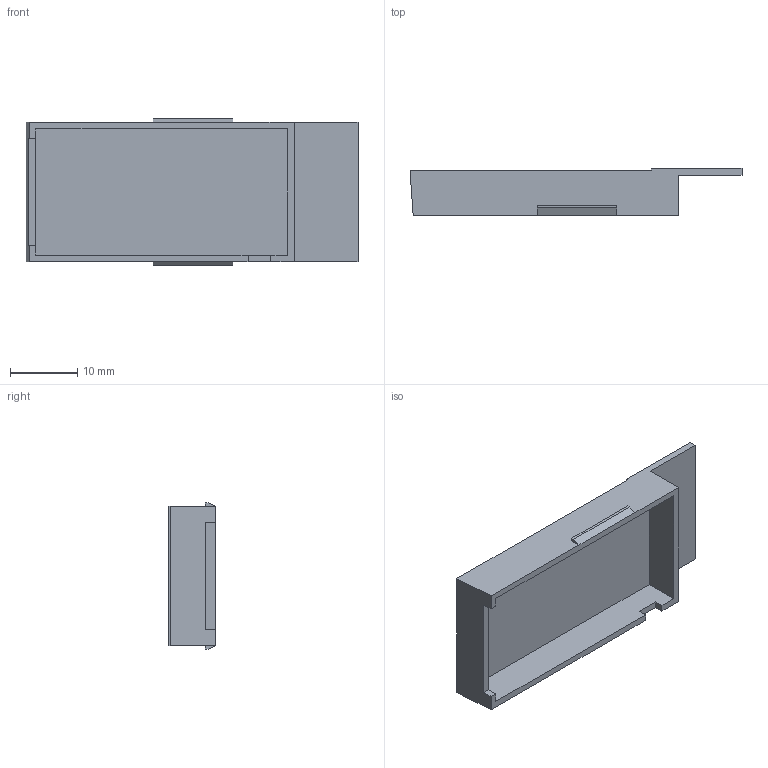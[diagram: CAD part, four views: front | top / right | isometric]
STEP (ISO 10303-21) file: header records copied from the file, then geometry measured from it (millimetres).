
FILE_DESCRIPTION (( 'STEP AP214' ), '1' );
FILE_NAME ('Psion OrgII Rampak lid.STEP', '2023-09-21T16:15:36', ( '' ), ( '' ), 'SwSTEP 2.0', 'SolidWorks 2023', '' );
FILE_SCHEMA (( 'AUTOMOTIVE_DESIGN' ));
Length unit declared in the file: millimetre
Products named in the file (1): Psion OrgII Rampak lid
Bounding box: 49.5 x 7 x 21.8 mm (x, y, z)
Volume: 2114.1 mm3; surface area: 3451.3 mm2
Topology: 1 solids, 1 shells, 32 faces, 86 edges, 56 vertices
Faces by surface type: plane 32
Entity records: 1001 total; most frequent: CARTESIAN_POINT 175, ORIENTED_EDGE 172, DIRECTION 152, EDGE_CURVE 86, VECTOR 86, LINE 86, VERTEX_POINT 56, AXIS2_PLACEMENT_3D 33
